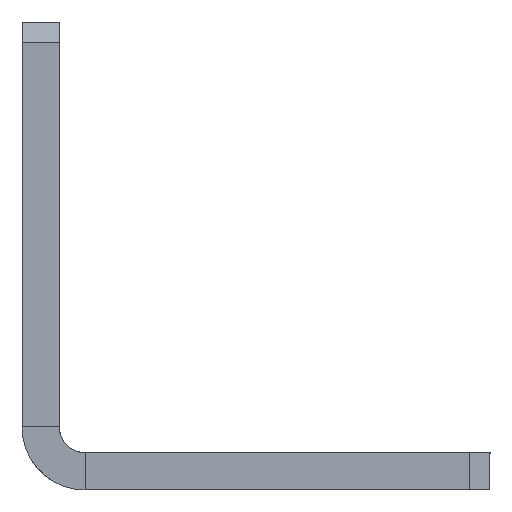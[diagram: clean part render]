
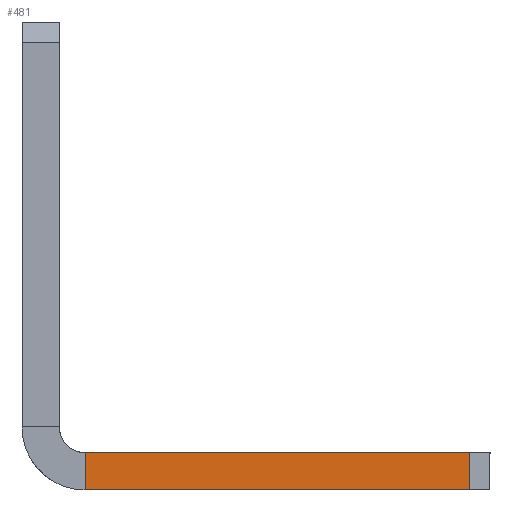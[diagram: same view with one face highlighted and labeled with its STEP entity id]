
A CAD part, left-side view. The second image highlights one B-rep face of the part: STEP entity #481.
In plain terms, the highlighted planar face has unit normal (-1, 0, 0).
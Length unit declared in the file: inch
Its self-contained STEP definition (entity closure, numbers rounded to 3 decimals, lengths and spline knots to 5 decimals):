
#481 = ADVANCED_FACE ( 'NONE', ( #1955 ), #1954, .T. ) ;
#482 = EDGE_LOOP ( 'NONE', ( #674, #675, #677, #685 ) ) ;
#483 = EDGE_CURVE ( 'NONE', #680, #484, #1952, .T. ) ;
#484 = VERTEX_POINT ( 'NONE', #1754 ) ;
#511 = VERTEX_POINT ( 'NONE', #1930 ) ;
#513 = EDGE_CURVE ( 'NONE', #514, #511, #1928, .T. ) ;
#514 = VERTEX_POINT ( 'NONE', #1924 ) ;
#674 = ORIENTED_EDGE ( 'NONE', *, *, #513, .T. ) ;
#675 = ORIENTED_EDGE ( 'NONE', *, *, #676, .T. ) ;
#676 = EDGE_CURVE ( 'NONE', #511, #484, #2012, .T. ) ;
#677 = ORIENTED_EDGE ( 'NONE', *, *, #483, .F. ) ;
#680 = VERTEX_POINT ( 'NONE', #2007 ) ;
#685 = ORIENTED_EDGE ( 'NONE', *, *, #686, .T. ) ;
#686 = EDGE_CURVE ( 'NONE', #680, #514, #2099, .T. ) ;
#1754 = CARTESIAN_POINT ( 'NONE',  ( -1.25, -0.396, -0.2205 ) ) ;
#1755 = DIRECTION ( 'NONE',  ( 0., -1., 0. ) ) ;
#1756 = VECTOR ( 'NONE', #1755, 39.37008 ) ;
#1924 = CARTESIAN_POINT ( 'NONE',  ( -1.25, -0.025, -0.2565 ) ) ;
#1925 = DIRECTION ( 'NONE',  ( 0., -1., 0. ) ) ;
#1926 = VECTOR ( 'NONE', #1925, 39.37008 ) ;
#1927 = CARTESIAN_POINT ( 'NONE',  ( -1.25, -0.416, -0.2565 ) ) ;
#1928 = LINE ( 'NONE', #1927, #1926 ) ;
#1930 = CARTESIAN_POINT ( 'NONE',  ( -1.25, -0.396, -0.2565 ) ) ;
#1948 = CARTESIAN_POINT ( 'NONE',  ( -1.25, 0., -0.2205 ) ) ;
#1949 = DIRECTION ( 'NONE',  ( 0., 0., 1. ) ) ;
#1950 = DIRECTION ( 'NONE',  ( -1., 0., 0. ) ) ;
#1951 = AXIS2_PLACEMENT_3D ( 'NONE', #1953, #1950, #1949 ) ;
#1952 = LINE ( 'NONE', #1948, #1756 ) ;
#1953 = CARTESIAN_POINT ( 'NONE',  ( -1.25, -0.416, -0.2565 ) ) ;
#1954 = PLANE ( 'NONE',  #1951 ) ;
#1955 = FACE_OUTER_BOUND ( 'NONE', #482, .T. ) ;
#2007 = CARTESIAN_POINT ( 'NONE',  ( -1.25, -0.025, -0.2205 ) ) ;
#2009 = DIRECTION ( 'NONE',  ( 0., 0., 1. ) ) ;
#2010 = VECTOR ( 'NONE', #2009, 39.37008 ) ;
#2011 = CARTESIAN_POINT ( 'NONE',  ( -1.25, -0.396, -0.2565 ) ) ;
#2012 = LINE ( 'NONE', #2011, #2010 ) ;
#2096 = DIRECTION ( 'NONE',  ( 0., 0., -1. ) ) ;
#2097 = VECTOR ( 'NONE', #2096, 39.37008 ) ;
#2098 = CARTESIAN_POINT ( 'NONE',  ( -1.25, -0.025, -0.2565 ) ) ;
#2099 = LINE ( 'NONE', #2098, #2097 ) ;
